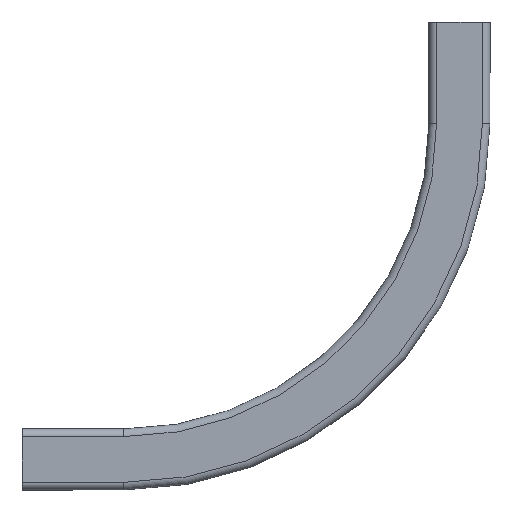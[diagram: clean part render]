
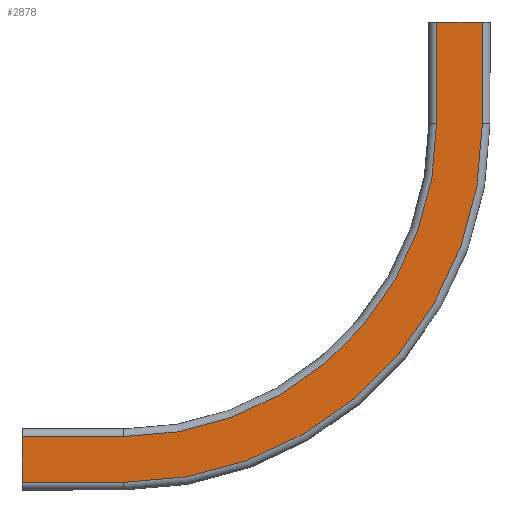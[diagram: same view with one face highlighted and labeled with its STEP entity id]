
A CAD part, left-side view. The second image highlights one B-rep face of the part: STEP entity #2878.
In plain terms, the highlighted planar face has unit normal (-1, 0, 0).
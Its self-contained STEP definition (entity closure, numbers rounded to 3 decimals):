
#14 = LINE ( 'NONE', #5243, #4667 ) ;
#246 = ORIENTED_EDGE ( 'NONE', *, *, #1557, .F. ) ;
#304 = CARTESIAN_POINT ( 'NONE',  ( -200., -100., -22.5 ) ) ;
#385 = DIRECTION ( 'NONE',  ( 0., 1., 0. ) ) ;
#774 = VERTEX_POINT ( 'NONE', #5681 ) ;
#1078 = CARTESIAN_POINT ( 'NONE',  ( -200., -100., 22.5 ) ) ;
#1307 = ORIENTED_EDGE ( 'NONE', *, *, #8841, .F. ) ;
#1428 = DIRECTION ( 'NONE',  ( -1., 0., 0. ) ) ;
#1430 = VERTEX_POINT ( 'NONE', #7222 ) ;
#1557 = EDGE_CURVE ( 'NONE', #2598, #2966, #1992, .T. ) ;
#1787 = LINE ( 'NONE', #12071, #4549 ) ;
#1869 = CARTESIAN_POINT ( 'NONE',  ( -200., -407.5, 330. ) ) ;
#1992 = LINE ( 'NONE', #7605, #7244 ) ;
#2396 = EDGE_CURVE ( 'NONE', #3017, #1430, #4132, .T. ) ;
#2598 = VERTEX_POINT ( 'NONE', #1869 ) ;
#2878 = ADVANCED_FACE ( 'NONE', ( #6038 ), #9399, .F. ) ;
#2966 = VERTEX_POINT ( 'NONE', #8640 ) ;
#3017 = VERTEX_POINT ( 'NONE', #304 ) ;
#3104 = VECTOR ( 'NONE', #4308, 1000. ) ;
#3149 = CARTESIAN_POINT ( 'NONE',  ( -200., -100., -22.5 ) ) ;
#3301 = VERTEX_POINT ( 'NONE', #12042 ) ;
#3423 = AXIS2_PLACEMENT_3D ( 'NONE', #3687, #10242, #4624 ) ;
#3433 = LINE ( 'NONE', #3149, #5649 ) ;
#3545 = ORIENTED_EDGE ( 'NONE', *, *, #2396, .T. ) ;
#3590 = EDGE_CURVE ( 'NONE', #8699, #4318, #11884, .T. ) ;
#3687 = CARTESIAN_POINT ( 'NONE',  ( -200., -100., 330. ) ) ;
#3789 = CARTESIAN_POINT ( 'NONE',  ( -200., -100., -6.791 ) ) ;
#3938 = ORIENTED_EDGE ( 'NONE', *, *, #8458, .T. ) ;
#4132 = CIRCLE ( 'NONE', #3423, 352.5 ) ;
#4308 = DIRECTION ( 'NONE',  ( 0., 0., -1. ) ) ;
#4318 = VERTEX_POINT ( 'NONE', #9194 ) ;
#4549 = VECTOR ( 'NONE', #7456, 1000. ) ;
#4624 = DIRECTION ( 'NONE',  ( 0., 1., 0. ) ) ;
#4667 = VECTOR ( 'NONE', #6187, 1000. ) ;
#4713 = DIRECTION ( 'NONE',  ( 1., 0., 0. ) ) ;
#5243 = CARTESIAN_POINT ( 'NONE',  ( -200., -452.5, 330. ) ) ;
#5248 = CARTESIAN_POINT ( 'NONE',  ( -200., 0., -6.791 ) ) ;
#5328 = CIRCLE ( 'NONE', #11030, 307.5 ) ;
#5473 = AXIS2_PLACEMENT_3D ( 'NONE', #3789, #4713, #11255 ) ;
#5649 = VECTOR ( 'NONE', #385, 1000. ) ;
#5681 = CARTESIAN_POINT ( 'NONE',  ( -200., -452.5, 430. ) ) ;
#5895 = LINE ( 'NONE', #5248, #3104 ) ;
#6038 = FACE_OUTER_BOUND ( 'NONE', #6045, .T. ) ;
#6045 = EDGE_LOOP ( 'NONE', ( #9952, #3545, #10598, #1307, #246, #8819, #7874, #3938 ) ) ;
#6187 = DIRECTION ( 'NONE',  ( 0., 0., 1. ) ) ;
#6364 = EDGE_CURVE ( 'NONE', #3017, #3301, #3433, .T. ) ;
#6366 = VECTOR ( 'NONE', #7627, 1000. ) ;
#6853 = EDGE_CURVE ( 'NONE', #8699, #2598, #5328, .T. ) ;
#7010 = CARTESIAN_POINT ( 'NONE',  ( -200., -100., 330. ) ) ;
#7222 = CARTESIAN_POINT ( 'NONE',  ( -200., -452.5, 330. ) ) ;
#7244 = VECTOR ( 'NONE', #7471, 1000. ) ;
#7456 = DIRECTION ( 'NONE',  ( 0., -1., 0. ) ) ;
#7471 = DIRECTION ( 'NONE',  ( 0., 0., 1. ) ) ;
#7605 = CARTESIAN_POINT ( 'NONE',  ( -200., -407.5, 330. ) ) ;
#7627 = DIRECTION ( 'NONE',  ( 0., 1., 0. ) ) ;
#7874 = ORIENTED_EDGE ( 'NONE', *, *, #3590, .T. ) ;
#7957 = DIRECTION ( 'NONE',  ( 0., 1., 0. ) ) ;
#8458 = EDGE_CURVE ( 'NONE', #4318, #3301, #5895, .T. ) ;
#8640 = CARTESIAN_POINT ( 'NONE',  ( -200., -407.5, 430. ) ) ;
#8699 = VERTEX_POINT ( 'NONE', #9432 ) ;
#8819 = ORIENTED_EDGE ( 'NONE', *, *, #6853, .F. ) ;
#8841 = EDGE_CURVE ( 'NONE', #2966, #774, #1787, .T. ) ;
#9194 = CARTESIAN_POINT ( 'NONE',  ( -200., 0., 22.5 ) ) ;
#9399 = PLANE ( 'NONE',  #5473 ) ;
#9432 = CARTESIAN_POINT ( 'NONE',  ( -200., -100., 22.5 ) ) ;
#9852 = EDGE_CURVE ( 'NONE', #1430, #774, #14, .T. ) ;
#9952 = ORIENTED_EDGE ( 'NONE', *, *, #6364, .F. ) ;
#10242 = DIRECTION ( 'NONE',  ( -1., 0., 0. ) ) ;
#10598 = ORIENTED_EDGE ( 'NONE', *, *, #9852, .T. ) ;
#11030 = AXIS2_PLACEMENT_3D ( 'NONE', #7010, #1428, #7957 ) ;
#11255 = DIRECTION ( 'NONE',  ( 0., -1., 0. ) ) ;
#11884 = LINE ( 'NONE', #1078, #6366 ) ;
#12042 = CARTESIAN_POINT ( 'NONE',  ( -200., 0., -22.5 ) ) ;
#12071 = CARTESIAN_POINT ( 'NONE',  ( -200., -436.791, 430. ) ) ;
